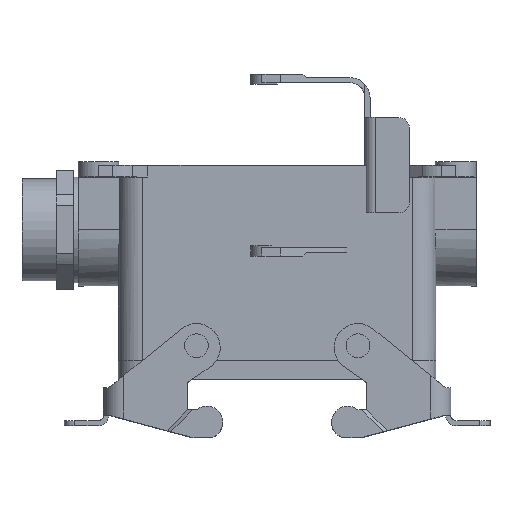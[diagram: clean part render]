
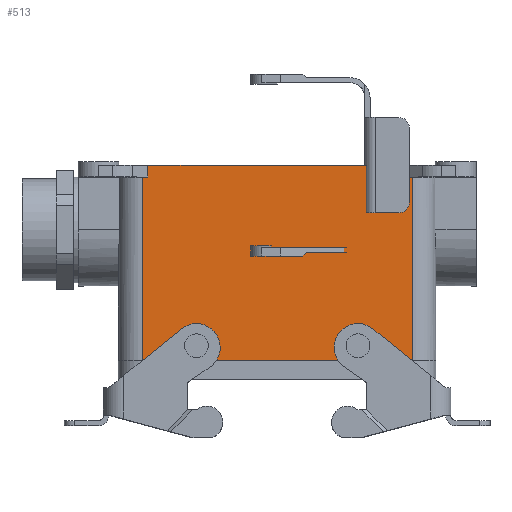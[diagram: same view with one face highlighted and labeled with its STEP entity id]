
A CAD part, top view. The second image highlights one B-rep face of the part: STEP entity #513.
In plain terms, the highlighted planar face has unit normal (0, 0, 1).
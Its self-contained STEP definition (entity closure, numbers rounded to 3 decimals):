
#513 = ADVANCED_FACE( '', ( #1109, #1110, #1111 ), #1112, .F. );
#1109 = FACE_BOUND( '', #1784, .T. );
#1110 = FACE_OUTER_BOUND( '', #1785, .T. );
#1111 = FACE_BOUND( '', #1786, .T. );
#1112 = PLANE( '', #1787 );
#1784 = EDGE_LOOP( '', ( #3198 ) );
#1785 = EDGE_LOOP( '', ( #3199, #3200, #3201, #3202, #3203, #3204, #3205, #3206 ) );
#1786 = EDGE_LOOP( '', ( #3207 ) );
#1787 = AXIS2_PLACEMENT_3D( '', #3208, #3209, #3210 );
#3198 = ORIENTED_EDGE( '', *, *, #4332, .F. );
#3199 = ORIENTED_EDGE( '', *, *, #3939, .T. );
#3200 = ORIENTED_EDGE( '', *, *, #4305, .F. );
#3201 = ORIENTED_EDGE( '', *, *, #4333, .T. );
#3202 = ORIENTED_EDGE( '', *, *, #4334, .T. );
#3203 = ORIENTED_EDGE( '', *, *, #4335, .F. );
#3204 = ORIENTED_EDGE( '', *, *, #3819, .F. );
#3205 = ORIENTED_EDGE( '', *, *, #4258, .T. );
#3206 = ORIENTED_EDGE( '', *, *, #4336, .T. );
#3207 = ORIENTED_EDGE( '', *, *, #4337, .F. );
#3208 = CARTESIAN_POINT( '', ( 0., -3.5, 21.5 ) );
#3209 = DIRECTION( '', ( 0., 0., -1. ) );
#3210 = DIRECTION( '', ( -1., 0., 0. ) );
#3819 = EDGE_CURVE( '', #4538, #4540, #4541, .T. );
#3939 = EDGE_CURVE( '', #4749, #4747, #4750, .T. );
#4258 = EDGE_CURVE( '', #4538, #5230, #5232, .T. );
#4305 = EDGE_CURVE( '', #5291, #4747, #5293, .T. );
#4332 = EDGE_CURVE( '', #5329, #5329, #5330, .F. );
#4333 = EDGE_CURVE( '', #5291, #5331, #5332, .T. );
#4334 = EDGE_CURVE( '', #5331, #5333, #5334, .T. );
#4335 = EDGE_CURVE( '', #4540, #5333, #5335, .T. );
#4336 = EDGE_CURVE( '', #5230, #4749, #5336, .T. );
#4337 = EDGE_CURVE( '', #5337, #5337, #5338, .F. );
#4538 = VERTEX_POINT( '', #5579 );
#4540 = VERTEX_POINT( '', #5581 );
#4541 = LINE( '', #5582, #5583 );
#4747 = VERTEX_POINT( '', #5919 );
#4749 = VERTEX_POINT( '', #5922 );
#4750 = LINE( '', #5923, #5924 );
#5230 = VERTEX_POINT( '', #6582 );
#5232 = LINE( '', #6585, #6586 );
#5291 = VERTEX_POINT( '', #6668 );
#5293 = LINE( '', #6671, #6672 );
#5329 = VERTEX_POINT( '', #6721 );
#5330 = CIRCLE( '', #6722, 2.45 );
#5331 = VERTEX_POINT( '', #6723 );
#5332 = LINE( '', #6724, #6725 );
#5333 = VERTEX_POINT( '', #6726 );
#5334 = LINE( '', #6727, #6728 );
#5335 = LINE( '', #6729, #6730 );
#5336 = LINE( '', #6731, #6732 );
#5337 = VERTEX_POINT( '', #6733 );
#5338 = CIRCLE( '', #6734, 2.45 );
#5579 = CARTESIAN_POINT( '', ( 39.65, -3.5, 21.5 ) );
#5581 = CARTESIAN_POINT( '', ( 39.65, -57.4, 21.5 ) );
#5582 = CARTESIAN_POINT( '', ( 39.65, 85.248, 21.5 ) );
#5583 = VECTOR( '', #6969, 1000. );
#5919 = CARTESIAN_POINT( '', ( -37.985, 0., 21.5 ) );
#5922 = CARTESIAN_POINT( '', ( 37.985, 0., 21.5 ) );
#5923 = CARTESIAN_POINT( '', ( 0., 0., 21.5 ) );
#5924 = VECTOR( '', #7129, 1000. );
#6582 = CARTESIAN_POINT( '', ( 37.985, -3.5, 21.5 ) );
#6585 = CARTESIAN_POINT( '', ( -48.299, -3.5, 21.5 ) );
#6586 = VECTOR( '', #7517, 1000. );
#6668 = CARTESIAN_POINT( '', ( -37.985, -3.5, 21.5 ) );
#6671 = CARTESIAN_POINT( '', ( -37.985, -3.5, 21.5 ) );
#6672 = VECTOR( '', #7566, 1000. );
#6721 = CARTESIAN_POINT( '', ( 21.3, -53.101, 21.5 ) );
#6722 = AXIS2_PLACEMENT_3D( '', #7592, #7593, #7594 );
#6723 = CARTESIAN_POINT( '', ( -39.65, -3.5, 21.5 ) );
#6724 = CARTESIAN_POINT( '', ( -48.299, -3.5, 21.5 ) );
#6725 = VECTOR( '', #7595, 1000. );
#6726 = CARTESIAN_POINT( '', ( -39.65, -57.4, 21.5 ) );
#6727 = CARTESIAN_POINT( '', ( -39.65, 85.248, 21.5 ) );
#6728 = VECTOR( '', #7596, 1000. );
#6729 = CARTESIAN_POINT( '', ( -39.65, -57.4, 21.5 ) );
#6730 = VECTOR( '', #7597, 1000. );
#6731 = CARTESIAN_POINT( '', ( 37.985, -3.5, 21.5 ) );
#6732 = VECTOR( '', #7598, 1000. );
#6733 = CARTESIAN_POINT( '', ( -26.2, -53.101, 21.5 ) );
#6734 = AXIS2_PLACEMENT_3D( '', #7599, #7600, #7601 );
#6969 = DIRECTION( '', ( 0., -1., 0. ) );
#7129 = DIRECTION( '', ( -1., 0., 0. ) );
#7517 = DIRECTION( '', ( -1., 0., 0. ) );
#7566 = DIRECTION( '', ( 0., 1., 0. ) );
#7592 = CARTESIAN_POINT( '', ( 23.75, -53.101, 21.5 ) );
#7593 = DIRECTION( '', ( 0., 0., -1. ) );
#7594 = DIRECTION( '', ( -1., 0., 0. ) );
#7595 = DIRECTION( '', ( -1., 0., 0. ) );
#7596 = DIRECTION( '', ( 0., -1., 0. ) );
#7597 = DIRECTION( '', ( -1., 0., 0. ) );
#7598 = DIRECTION( '', ( 0., 1., 0. ) );
#7599 = CARTESIAN_POINT( '', ( -23.75, -53.101, 21.5 ) );
#7600 = DIRECTION( '', ( 0., 0., -1. ) );
#7601 = DIRECTION( '', ( -1., 0., 0. ) );
